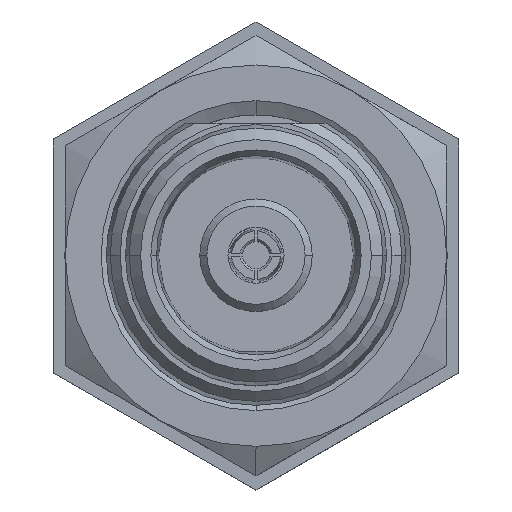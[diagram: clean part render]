
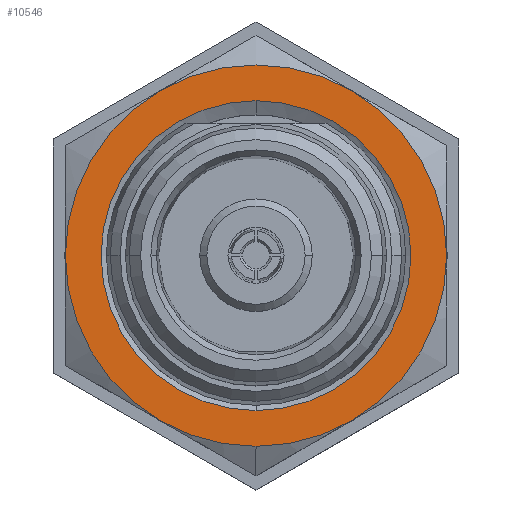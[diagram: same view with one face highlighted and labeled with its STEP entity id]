
A CAD part, top view. The second image highlights one B-rep face of the part: STEP entity #10546.
In plain terms, the highlighted planar face has unit normal (0, 0, 1).
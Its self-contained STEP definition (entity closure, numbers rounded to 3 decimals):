
#21 = EDGE_LOOP ( 'NONE', ( #7188, #2374, #831, #10544, #7669, #3071, #5583 ) ) ;
#127 = ORIENTED_EDGE ( 'NONE', *, *, #9047, .T. ) ;
#265 = CARTESIAN_POINT ( 'NONE',  ( 4., 6.928, -13.05 ) ) ;
#271 = CARTESIAN_POINT ( 'NONE',  ( -8., 0., -13.05 ) ) ;
#449 = CARTESIAN_POINT ( 'NONE',  ( 0., 0., -13.05 ) ) ;
#538 = PLANE ( 'NONE',  #6262 ) ;
#605 = DIRECTION ( 'NONE',  ( 0., 0., -1. ) ) ;
#702 = EDGE_CURVE ( 'NONE', #5471, #7797, #1927, .T. ) ;
#831 = ORIENTED_EDGE ( 'NONE', *, *, #5983, .F. ) ;
#937 = AXIS2_PLACEMENT_3D ( 'NONE', #7968, #3043, #8766 ) ;
#966 = CIRCLE ( 'NONE', #6783, 6.5 ) ;
#997 = DIRECTION ( 'NONE',  ( 0., 0., -1. ) ) ;
#1012 = VERTEX_POINT ( 'NONE', #271 ) ;
#1286 = DIRECTION ( 'NONE',  ( 0., -1., 0. ) ) ;
#1507 = DIRECTION ( 'NONE',  ( 0., 0., -1. ) ) ;
#1927 = CIRCLE ( 'NONE', #2328, 8. ) ;
#1968 = FACE_OUTER_BOUND ( 'NONE', #21, .T. ) ;
#2215 = DIRECTION ( 'NONE',  ( 0., 0., -1. ) ) ;
#2328 = AXIS2_PLACEMENT_3D ( 'NONE', #2882, #9333, #6902 ) ;
#2374 = ORIENTED_EDGE ( 'NONE', *, *, #702, .F. ) ;
#2429 = CARTESIAN_POINT ( 'NONE',  ( 0., 0., -13.05 ) ) ;
#2511 = CARTESIAN_POINT ( 'NONE',  ( -4., 6.928, -13.05 ) ) ;
#2882 = CARTESIAN_POINT ( 'NONE',  ( 0., 0., -13.05 ) ) ;
#3043 = DIRECTION ( 'NONE',  ( 0., 0., -1. ) ) ;
#3071 = ORIENTED_EDGE ( 'NONE', *, *, #7834, .F. ) ;
#3205 = AXIS2_PLACEMENT_3D ( 'NONE', #4467, #10210, #5292 ) ;
#3222 = VERTEX_POINT ( 'NONE', #8273 ) ;
#3256 = AXIS2_PLACEMENT_3D ( 'NONE', #2429, #8167, #3265 ) ;
#3265 = DIRECTION ( 'NONE',  ( 0., -1., 0. ) ) ;
#3433 = EDGE_CURVE ( 'NONE', #7939, #8554, #7386, .T. ) ;
#3479 = VERTEX_POINT ( 'NONE', #5451 ) ;
#3843 = DIRECTION ( 'NONE',  ( 0., 0., -1. ) ) ;
#4332 = VERTEX_POINT ( 'NONE', #2511 ) ;
#4410 = CARTESIAN_POINT ( 'NONE',  ( 0., -8., -13.05 ) ) ;
#4467 = CARTESIAN_POINT ( 'NONE',  ( 0., 0., -13.05 ) ) ;
#5106 = CIRCLE ( 'NONE', #937, 8. ) ;
#5189 = EDGE_LOOP ( 'NONE', ( #127, #7642 ) ) ;
#5292 = DIRECTION ( 'NONE',  ( 0., -1., 0. ) ) ;
#5451 = CARTESIAN_POINT ( 'NONE',  ( 0., -6.5, -13.05 ) ) ;
#5471 = VERTEX_POINT ( 'NONE', #4410 ) ;
#5513 = CARTESIAN_POINT ( 'NONE',  ( 0., 0., -13.05 ) ) ;
#5583 = ORIENTED_EDGE ( 'NONE', *, *, #6987, .F. ) ;
#5855 = CIRCLE ( 'NONE', #6496, 8. ) ;
#5906 = CARTESIAN_POINT ( 'NONE',  ( 0., 0., -13.05 ) ) ;
#5983 = EDGE_CURVE ( 'NONE', #8554, #5471, #9113, .T. ) ;
#6200 = DIRECTION ( 'NONE',  ( 0., 0., -1. ) ) ;
#6262 = AXIS2_PLACEMENT_3D ( 'NONE', #8738, #3843, #9587 ) ;
#6351 = DIRECTION ( 'NONE',  ( 0., -1., 0. ) ) ;
#6439 = CARTESIAN_POINT ( 'NONE',  ( 0., 0., -13.05 ) ) ;
#6496 = AXIS2_PLACEMENT_3D ( 'NONE', #449, #6200, #1286 ) ;
#6739 = DIRECTION ( 'NONE',  ( 0., -1., 0. ) ) ;
#6783 = AXIS2_PLACEMENT_3D ( 'NONE', #5513, #605, #6351 ) ;
#6902 = DIRECTION ( 'NONE',  ( 0., -1., 0. ) ) ;
#6987 = EDGE_CURVE ( 'NONE', #1012, #4332, #7826, .T. ) ;
#7130 = CARTESIAN_POINT ( 'NONE',  ( 0., 0., -13.05 ) ) ;
#7188 = ORIENTED_EDGE ( 'NONE', *, *, #7585, .F. ) ;
#7272 = DIRECTION ( 'NONE',  ( 0., -1., 0. ) ) ;
#7293 = EDGE_CURVE ( 'NONE', #3479, #3222, #7317, .T. ) ;
#7317 = CIRCLE ( 'NONE', #8201, 6.5 ) ;
#7386 = CIRCLE ( 'NONE', #9680, 8. ) ;
#7585 = EDGE_CURVE ( 'NONE', #7797, #1012, #8533, .T. ) ;
#7642 = ORIENTED_EDGE ( 'NONE', *, *, #7293, .T. ) ;
#7669 = ORIENTED_EDGE ( 'NONE', *, *, #7689, .F. ) ;
#7689 = EDGE_CURVE ( 'NONE', #8773, #7939, #5855, .T. ) ;
#7797 = VERTEX_POINT ( 'NONE', #8728 ) ;
#7826 = CIRCLE ( 'NONE', #9357, 8. ) ;
#7834 = EDGE_CURVE ( 'NONE', #4332, #8773, #5106, .T. ) ;
#7939 = VERTEX_POINT ( 'NONE', #9730 ) ;
#7957 = DIRECTION ( 'NONE',  ( 0., -1., 0. ) ) ;
#7968 = CARTESIAN_POINT ( 'NONE',  ( 0., 0., -13.05 ) ) ;
#8154 = CARTESIAN_POINT ( 'NONE',  ( 4., -6.928, -13.05 ) ) ;
#8167 = DIRECTION ( 'NONE',  ( 0., 0., -1. ) ) ;
#8201 = AXIS2_PLACEMENT_3D ( 'NONE', #6439, #1507, #7272 ) ;
#8273 = CARTESIAN_POINT ( 'NONE',  ( 0., 6.5, -13.05 ) ) ;
#8533 = CIRCLE ( 'NONE', #3205, 8. ) ;
#8554 = VERTEX_POINT ( 'NONE', #8154 ) ;
#8728 = CARTESIAN_POINT ( 'NONE',  ( -4., -6.928, -13.05 ) ) ;
#8738 = CARTESIAN_POINT ( 'NONE',  ( 0., 8., -13.05 ) ) ;
#8766 = DIRECTION ( 'NONE',  ( 0., -1., 0. ) ) ;
#8773 = VERTEX_POINT ( 'NONE', #265 ) ;
#9047 = EDGE_CURVE ( 'NONE', #3222, #3479, #966, .T. ) ;
#9113 = CIRCLE ( 'NONE', #3256, 8. ) ;
#9333 = DIRECTION ( 'NONE',  ( 0., 0., -1. ) ) ;
#9357 = AXIS2_PLACEMENT_3D ( 'NONE', #5906, #997, #6739 ) ;
#9587 = DIRECTION ( 'NONE',  ( 0., -1., 0. ) ) ;
#9680 = AXIS2_PLACEMENT_3D ( 'NONE', #7130, #2215, #7957 ) ;
#9730 = CARTESIAN_POINT ( 'NONE',  ( 8., 0., -13.05 ) ) ;
#10210 = DIRECTION ( 'NONE',  ( 0., 0., -1. ) ) ;
#10456 = FACE_BOUND ( 'NONE', #5189, .T. ) ;
#10544 = ORIENTED_EDGE ( 'NONE', *, *, #3433, .F. ) ;
#10546 = ADVANCED_FACE ( 'NONE', ( #1968, #10456 ), #538, .F. ) ;
